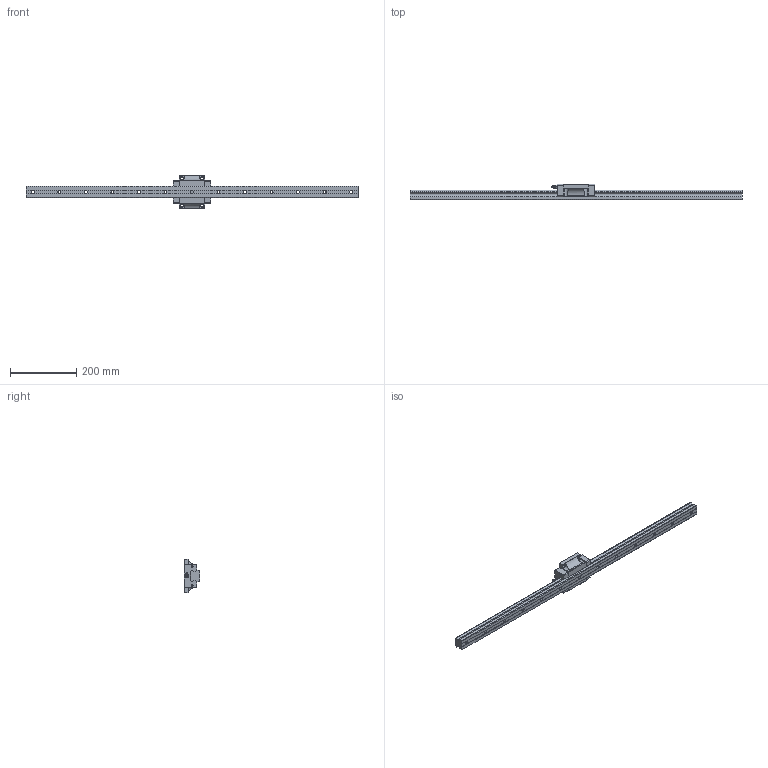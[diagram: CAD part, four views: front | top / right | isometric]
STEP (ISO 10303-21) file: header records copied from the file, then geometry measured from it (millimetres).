
FILE_DESCRIPTION(/* description */ ('GD35WA','CAx-IF Rec.Pracs.---Representation and Presentation of Product Manufacturing Information (PMI)---4.0---2014-10-13'),/* implementation_level */ '2;1');
FILE_NAME(/* name */ 'GD35WA.stp',/* time_stamp */ '2020-05-18T16:29:30+02:00',/* author */ ('marcw'),/* organization */ ('Almotion'),/* preprocessor_version */ 'ST-DEVELOPER v18.1',/* originating_system */ 'Autodesk Inventor 2020',/* authorisation */ ' ');
FILE_SCHEMA (('AP242_MANAGED_MODEL_BASED_3D_ENGINEERING_MIM_LF { 1 0 10303 442 1 1 4 }'));
Length unit declared in the file: millimetre
Products named in the file (3): GD35WA; Rail35; CarriageWA35
Assembly tree (2 placements, depth 2):
  GD35WA
    Rail35
    CarriageWA35
Bounding box: 1002 x 48 x 100 mm (x, y, z)
Volume: 1117130 mm3; surface area: 189098.5 mm2
Topology: 5 solids, 5 shells, 284 faces, 794 edges, 536 vertices
Faces by surface type: plane 175, cylinder 56, cone 49, torus 4
Full cylindrical faces by diameter (mm): 2 x1, 3.242 x4, 4.917 x2, 6 x2, 8.5 x4, 9 x13, 10 x1, 14 x13
Entity records: 9659 total; most frequent: CARTESIAN_POINT 1794, ORIENTED_EDGE 1576, DIRECTION 1570, EDGE_CURVE 788, VERTEX_POINT 536, AXIS2_PLACEMENT_3D 531, LINE 508, VECTOR 508
